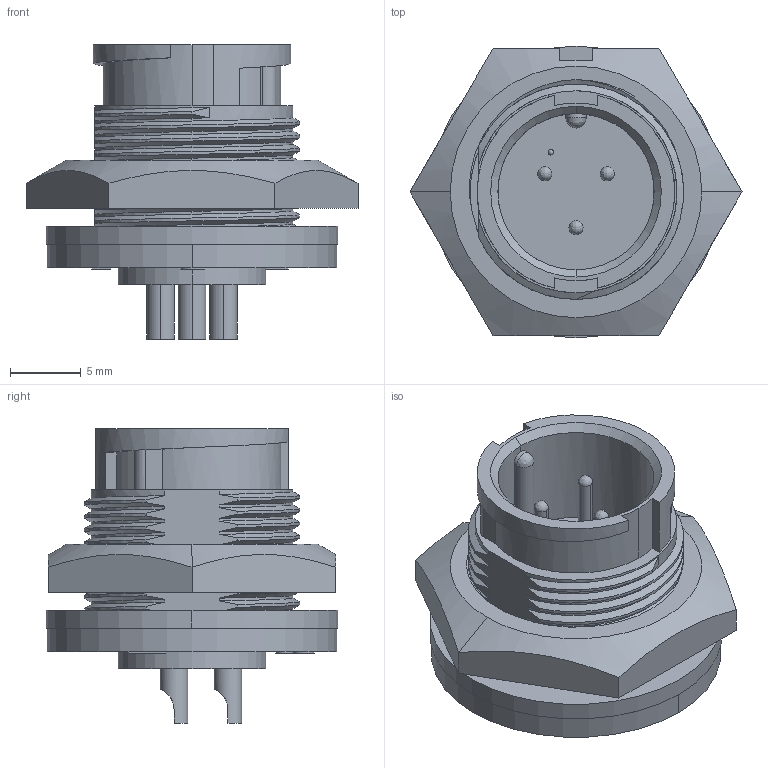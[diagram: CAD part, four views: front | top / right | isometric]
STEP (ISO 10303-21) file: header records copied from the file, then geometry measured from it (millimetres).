
FILE_DESCRIPTION (( 'STEP AP203' ), '1' );
FILE_NAME ('7282-3PG-300.STEP', '2013-02-19T14:38:49', ( '21FPBF1' ), ( 'Conxall' ), 'SwSTEP 2.0', 'SolidWorks 2012', '' );
FILE_SCHEMA (( 'CONFIG_CONTROL_DESIGN' ));
Length unit declared in the file: inch
Products named in the file (1): 7282-3PG-300
Bounding box: 23.46 x 20.62 x 20.8 mm (x, y, z)
Volume: 2880.3 mm3; surface area: 2898 mm2
Topology: 2 solids, 2 shells, 213 faces, 585 edges, 382 vertices
Faces by surface type: cylinder 83, plane 68, bspline 58, cone 4
Entity records: 14262 total; most frequent: CARTESIAN_POINT 9494, ORIENTED_EDGE 1150, DIRECTION 737, EDGE_CURVE 575, VERTEX_POINT 382, LINE 269, VECTOR 269, AXIS2_PLACEMENT_3D 234
